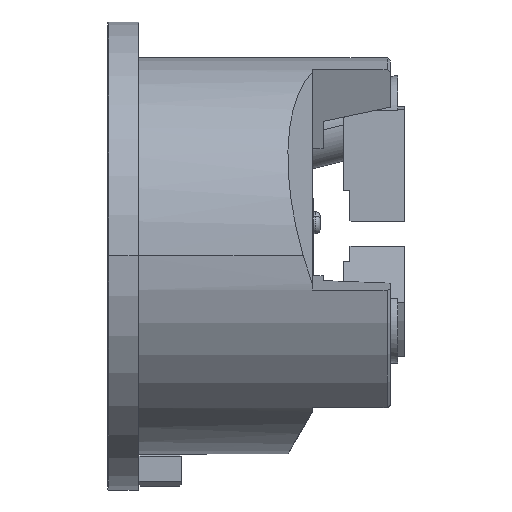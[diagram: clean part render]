
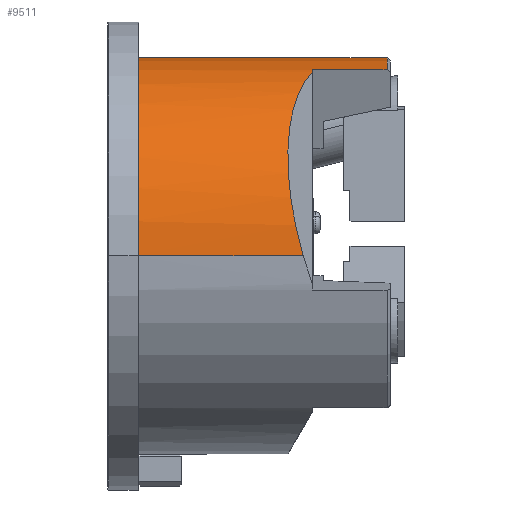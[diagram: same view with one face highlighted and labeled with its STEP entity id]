
A CAD part, top view. The second image highlights one B-rep face of the part: STEP entity #9511.
In plain terms, the highlighted cylindrical face has radius 127 mm (diameter 254 mm), a partial arc.
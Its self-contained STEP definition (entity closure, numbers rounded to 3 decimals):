
#54 = CARTESIAN_POINT ( 'NONE',  ( 115., 119.341, -43.437 ) ) ;
#73 = CARTESIAN_POINT ( 'NONE',  ( 115., 0., 0. ) ) ;
#149 = CARTESIAN_POINT ( 'NONE',  ( 115., 119.341, 43.437 ) ) ;
#417 = CARTESIAN_POINT ( 'NONE',  ( 0., 0., -127. ) ) ;
#424 = ORIENTED_EDGE ( 'NONE', *, *, #7110, .F. ) ;
#652 = AXIS2_PLACEMENT_3D ( 'NONE', #10110, #2876, #6074 ) ;
#668 = VERTEX_POINT ( 'NONE', #10283 ) ;
#918 = AXIS2_PLACEMENT_3D ( 'NONE', #1182, #4397, #7612 ) ;
#961 = CARTESIAN_POINT ( 'NONE',  ( 163., 119.341, -43.437 ) ) ;
#1010 = EDGE_CURVE ( 'NONE', #668, #3236, #5460, .T. ) ;
#1182 = CARTESIAN_POINT ( 'NONE',  ( 115., 0., 0. ) ) ;
#1248 = CARTESIAN_POINT ( 'NONE',  ( 109.235, 0., 127. ) ) ;
#1268 = EDGE_CURVE ( 'NONE', #5479, #4048, #4289, .T. ) ;
#1327 = EDGE_CURVE ( 'NONE', #6536, #4048, #7288, .T. ) ;
#1630 = CIRCLE ( 'NONE', #7525, 127. ) ;
#1661 = EDGE_CURVE ( 'NONE', #3219, #3236, #5309, .T. ) ;
#1818 = CARTESIAN_POINT ( 'NONE',  ( 93.795, 53.486, -127. ) ) ;
#1940 = VECTOR ( 'NONE', #3295, 1000. ) ;
#1953 = VECTOR ( 'NONE', #5251, 1000. ) ;
#2001 = EDGE_LOOP ( 'NONE', ( #3370, #8113, #9307, #424, #9859, #2268, #2049, #6750, #6235, #6789 ) ) ;
#2045 = CARTESIAN_POINT ( 'NONE',  ( 0., 0., 127. ) ) ;
#2049 = ORIENTED_EDGE ( 'NONE', *, *, #6946, .T. ) ;
#2079 = CARTESIAN_POINT ( 'NONE',  ( 109.235, 0., -127. ) ) ;
#2268 = ORIENTED_EDGE ( 'NONE', *, *, #1010, .F. ) ;
#2351 = CIRCLE ( 'NONE', #8258, 127. ) ;
#2390 = DIRECTION ( 'NONE',  ( -1., 0., 0. ) ) ;
#2471 = CARTESIAN_POINT ( 'NONE',  ( 93.795, 53.486, 127. ) ) ;
#2876 = DIRECTION ( 'NONE',  ( -1., 0., 0. ) ) ;
#3210 = DIRECTION ( 'NONE',  ( 0., 0., 1. ) ) ;
#3219 = VERTEX_POINT ( 'NONE', #1248 ) ;
#3236 = VERTEX_POINT ( 'NONE', #9349 ) ;
#3295 = DIRECTION ( 'NONE',  ( 1., 0., 0. ) ) ;
#3315 = DIRECTION ( 'NONE',  ( 1., 0., 0. ) ) ;
#3370 = ORIENTED_EDGE ( 'NONE', *, *, #6203, .T. ) ;
#3389 = DIRECTION ( 'NONE',  ( 1., 0., 0. ) ) ;
#3654 = DIRECTION ( 'NONE',  ( -1., 0., 0. ) ) ;
#3658 = FACE_OUTER_BOUND ( 'NONE', #2001, .T. ) ;
#3719 = VERTEX_POINT ( 'NONE', #2079 ) ;
#4007 = VECTOR ( 'NONE', #3654, 1000. ) ;
#4048 = VERTEX_POINT ( 'NONE', #961 ) ;
#4289 = CIRCLE ( 'NONE', #10206, 127. ) ;
#4397 = DIRECTION ( 'NONE',  ( 1., 0., 0. ) ) ;
#5032 = CARTESIAN_POINT ( 'NONE',  ( 109.235, 0., -127. ) ) ;
#5251 = DIRECTION ( 'NONE',  ( -1., 0., 0. ) ) ;
#5309 =( BOUNDED_CURVE ( )  B_SPLINE_CURVE ( 3, ( #9714, #2471, #5679, #8937 ),
 .UNSPECIFIED., .F., .F. ) 
 B_SPLINE_CURVE_WITH_KNOTS ( ( 4, 4 ),
 ( 5.76, 6.947 ),
 .UNSPECIFIED. ) 
 CURVE ( )  GEOMETRIC_REPRESENTATION_ITEM ( )  RATIONAL_B_SPLINE_CURVE ( ( 1., 0.886, 0.886, 1. ) ) 
 REPRESENTATION_ITEM ( '' )  );
#5355 = EDGE_CURVE ( 'NONE', #6353, #5774, #2351, .T. ) ;
#5434 = CARTESIAN_POINT ( 'NONE',  ( 0., 0., -127. ) ) ;
#5440 = CARTESIAN_POINT ( 'NONE',  ( 115., 117.799, -47.459 ) ) ;
#5460 = CIRCLE ( 'NONE', #918, 127. ) ;
#5479 = VERTEX_POINT ( 'NONE', #8206 ) ;
#5594 = DIRECTION ( 'NONE',  ( 0., 0., 1. ) ) ;
#5679 = CARTESIAN_POINT ( 'NONE',  ( 95.964, 97.812, 97.069 ) ) ;
#5774 = VERTEX_POINT ( 'NONE', #5434 ) ;
#5813 = CARTESIAN_POINT ( 'NONE',  ( 115., 117.799, -47.459 ) ) ;
#5990 =( BOUNDED_CURVE ( )  B_SPLINE_CURVE ( 3, ( #5813, #9073, #1818, #5032 ),
 .UNSPECIFIED., .F., .F. ) 
 B_SPLINE_CURVE_WITH_KNOTS ( ( 4, 4 ),
 ( 5.619, 6.807 ),
 .UNSPECIFIED. ) 
 CURVE ( )  GEOMETRIC_REPRESENTATION_ITEM ( )  RATIONAL_B_SPLINE_CURVE ( ( 1., 0.886, 0.886, 1. ) ) 
 REPRESENTATION_ITEM ( '' )  );
#6074 = DIRECTION ( 'NONE',  ( 0., 0., 1. ) ) ;
#6203 = EDGE_CURVE ( 'NONE', #7741, #3719, #5990, .T. ) ;
#6235 = ORIENTED_EDGE ( 'NONE', *, *, #1327, .F. ) ;
#6353 = VERTEX_POINT ( 'NONE', #10168 ) ;
#6515 = DIRECTION ( 'NONE',  ( 0., -0.866, 0.5 ) ) ;
#6533 = VECTOR ( 'NONE', #3389, 1000. ) ;
#6536 = VERTEX_POINT ( 'NONE', #8039 ) ;
#6716 = EDGE_CURVE ( 'NONE', #3719, #5774, #7646, .T. ) ;
#6750 = ORIENTED_EDGE ( 'NONE', *, *, #1268, .T. ) ;
#6789 = ORIENTED_EDGE ( 'NONE', *, *, #7422, .F. ) ;
#6869 = CYLINDRICAL_SURFACE ( 'NONE', #652, 127. ) ;
#6946 = EDGE_CURVE ( 'NONE', #668, #5479, #7380, .T. ) ;
#7110 = EDGE_CURVE ( 'NONE', #3219, #6353, #9302, .T. ) ;
#7195 = CARTESIAN_POINT ( 'NONE',  ( 0., 0., 0. ) ) ;
#7288 = LINE ( 'NONE', #54, #1940 ) ;
#7380 = LINE ( 'NONE', #149, #6533 ) ;
#7422 = EDGE_CURVE ( 'NONE', #7741, #6536, #1630, .T. ) ;
#7525 = AXIS2_PLACEMENT_3D ( 'NONE', #73, #3315, #6515 ) ;
#7612 = DIRECTION ( 'NONE',  ( 0., 0., -1. ) ) ;
#7646 = LINE ( 'NONE', #417, #4007 ) ;
#7741 = VERTEX_POINT ( 'NONE', #5440 ) ;
#8039 = CARTESIAN_POINT ( 'NONE',  ( 115., 119.341, -43.437 ) ) ;
#8113 = ORIENTED_EDGE ( 'NONE', *, *, #6716, .T. ) ;
#8206 = CARTESIAN_POINT ( 'NONE',  ( 163., 119.341, 43.437 ) ) ;
#8258 = AXIS2_PLACEMENT_3D ( 'NONE', #7195, #10432, #3210 ) ;
#8937 = CARTESIAN_POINT ( 'NONE',  ( 115., 117.799, 47.459 ) ) ;
#9073 = CARTESIAN_POINT ( 'NONE',  ( 95.964, 97.812, -97.069 ) ) ;
#9302 = LINE ( 'NONE', #2045, #1953 ) ;
#9307 = ORIENTED_EDGE ( 'NONE', *, *, #5355, .F. ) ;
#9349 = CARTESIAN_POINT ( 'NONE',  ( 115., 117.799, 47.459 ) ) ;
#9511 = ADVANCED_FACE ( 'NONE', ( #3658 ), #6869, .T. ) ;
#9637 = CARTESIAN_POINT ( 'NONE',  ( 163., 0., 0. ) ) ;
#9714 = CARTESIAN_POINT ( 'NONE',  ( 109.235, 0., 127. ) ) ;
#9859 = ORIENTED_EDGE ( 'NONE', *, *, #1661, .T. ) ;
#10110 = CARTESIAN_POINT ( 'NONE',  ( 0., 0., 0. ) ) ;
#10168 = CARTESIAN_POINT ( 'NONE',  ( 0., 0., 127. ) ) ;
#10206 = AXIS2_PLACEMENT_3D ( 'NONE', #9637, #2390, #5594 ) ;
#10283 = CARTESIAN_POINT ( 'NONE',  ( 115., 119.341, 43.437 ) ) ;
#10432 = DIRECTION ( 'NONE',  ( -1., 0., 0. ) ) ;
